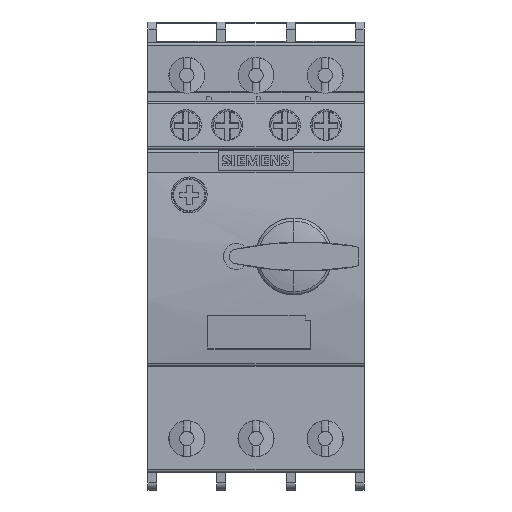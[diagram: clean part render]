
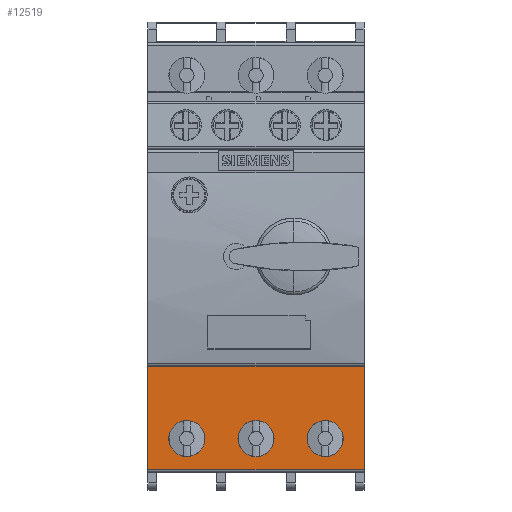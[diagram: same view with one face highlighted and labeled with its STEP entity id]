
A CAD part, front view. The second image highlights one B-rep face of the part: STEP entity #12519.
In plain terms, the highlighted planar face has unit normal (0, -1, 0).
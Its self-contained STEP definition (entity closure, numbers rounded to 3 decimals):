
#5319=EDGE_CURVE('',#5993,#7259,#14986,.T.);
#5993=VERTEX_POINT('',#15717);
#6211=VERTEX_POINT('',#15957);
#6855=EDGE_CURVE('',#6211,#8611,#16673,.T.);
#7061=EDGE_CURVE('',#11621,#10119,#16901,.T.);
#7151=EDGE_CURVE('',#10809,#8039,#17000,.T.);
#7259=VERTEX_POINT('',#17119);
#7409=EDGE_CURVE('',#10119,#11621,#17278,.T.);
#8039=VERTEX_POINT('',#17963);
#8611=VERTEX_POINT('',#18569);
#9683=EDGE_CURVE('',#11807,#14119,#19742,.T.);
#9901=EDGE_CURVE('',#7259,#14119,#19977,.T.);
#10119=VERTEX_POINT('',#20215);
#10341=EDGE_CURVE('',#8611,#6211,#20463,.T.);
#10809=VERTEX_POINT('',#20992);
#11425=EDGE_CURVE('',#8039,#10809,#21656,.T.);
#11621=VERTEX_POINT('',#21867);
#11807=VERTEX_POINT('',#22064);
#12141=EDGE_CURVE('',#5993,#11807,#22419,.T.);
#12519=ADVANCED_FACE('',(#22821,#22822,#22823,#22824),#22825,.T.);
#14119=VERTEX_POINT('',#24568);
#14986=LINE('',#25766,#25767);
#15717=CARTESIAN_POINT('',(22.5,-61.1,-22.25));
#15957=CARTESIAN_POINT('',(0.,-61.1,-41.05));
#16673=CIRCLE('',#28455,3.75);
#16901=CIRCLE('',#28770,3.75);
#17000=CIRCLE('',#28908,3.75);
#17119=CARTESIAN_POINT('',(-22.5,-61.1,-22.25));
#17278=CIRCLE('',#29352,3.75);
#17963=CARTESIAN_POINT('',(14.4,-61.1,-33.55));
#18569=CARTESIAN_POINT('',(0.,-61.1,-33.55));
#19742=LINE('',#33435,#33436);
#19977=LINE('',#33824,#33825);
#20215=CARTESIAN_POINT('',(-14.4,-61.1,-41.05));
#20463=CIRCLE('',#34549,3.75);
#20992=CARTESIAN_POINT('',(14.4,-61.1,-41.05));
#21656=CIRCLE('',#36453,3.75);
#21867=CARTESIAN_POINT('',(-14.4,-61.1,-33.55));
#22064=CARTESIAN_POINT('',(22.5,-61.1,-43.75));
#22419=LINE('',#37611,#37612);
#22821=FACE_BOUND('',#38335,.T.);
#22822=FACE_BOUND('',#38336,.T.);
#22823=FACE_BOUND('',#38337,.T.);
#22824=FACE_OUTER_BOUND('',#38338,.T.);
#22825=PLANE('',#38339);
#24568=CARTESIAN_POINT('',(-22.5,-61.1,-43.75));
#25766=CARTESIAN_POINT('',(22.5,-61.1,-22.25));
#25767=VECTOR('',#42459,1.0);
#28455=AXIS2_PLACEMENT_3D('',#44431,#44432,#44433);
#28770=AXIS2_PLACEMENT_3D('',#44709,#44710,#44711);
#28908=AXIS2_PLACEMENT_3D('',#44834,#44835,#44836);
#29352=AXIS2_PLACEMENT_3D('',#45140,#45141,#45142);
#33435=CARTESIAN_POINT('',(22.5,-61.1,-43.75));
#33436=VECTOR('',#47719,1.0);
#33824=CARTESIAN_POINT('',(-22.5,-61.1,-22.25));
#33825=VECTOR('',#47962,1.0);
#34549=AXIS2_PLACEMENT_3D('',#48606,#48607,#48608);
#36453=AXIS2_PLACEMENT_3D('',#50106,#50107,#50108);
#37611=CARTESIAN_POINT('',(22.5,-61.1,-22.25));
#37612=VECTOR('',#50840,1.0);
#38335=EDGE_LOOP('',(#51181,#51182));
#38336=EDGE_LOOP('',(#51183,#51184));
#38337=EDGE_LOOP('',(#51185,#51186));
#38338=EDGE_LOOP('',(#51187,#51188,#51189,#51190));
#38339=AXIS2_PLACEMENT_3D('',#51191,#51192,#51193);
#42459=DIRECTION('',(-1.0,0.0,0.0));
#44431=CARTESIAN_POINT('',(0.0,-61.1,-37.3));
#44432=DIRECTION('',(0.0,1.0,0.0));
#44433=DIRECTION('',(0.0,0.0,1.0));
#44709=CARTESIAN_POINT('',(-14.4,-61.1,-37.3));
#44710=DIRECTION('',(0.0,1.0,0.0));
#44711=DIRECTION('',(0.0,0.0,1.0));
#44834=CARTESIAN_POINT('',(14.4,-61.1,-37.3));
#44835=DIRECTION('',(0.0,1.0,0.0));
#44836=DIRECTION('',(0.0,0.0,1.0));
#45140=CARTESIAN_POINT('',(-14.4,-61.1,-37.3));
#45141=DIRECTION('',(0.0,1.0,0.0));
#45142=DIRECTION('',(0.0,0.0,1.0));
#47719=DIRECTION('',(-1.0,0.0,0.0));
#47962=DIRECTION('',(0.0,0.0,-1.0));
#48606=CARTESIAN_POINT('',(0.0,-61.1,-37.3));
#48607=DIRECTION('',(0.0,1.0,0.0));
#48608=DIRECTION('',(0.0,0.0,1.0));
#50106=CARTESIAN_POINT('',(14.4,-61.1,-37.3));
#50107=DIRECTION('',(0.0,1.0,0.0));
#50108=DIRECTION('',(0.0,0.0,1.0));
#50840=DIRECTION('',(0.0,0.0,-1.0));
#51181=ORIENTED_EDGE('',*,*,#7409,.T.);
#51182=ORIENTED_EDGE('',*,*,#7061,.T.);
#51183=ORIENTED_EDGE('',*,*,#6855,.T.);
#51184=ORIENTED_EDGE('',*,*,#10341,.T.);
#51185=ORIENTED_EDGE('',*,*,#7151,.T.);
#51186=ORIENTED_EDGE('',*,*,#11425,.T.);
#51187=ORIENTED_EDGE('',*,*,#9901,.T.);
#51188=ORIENTED_EDGE('',*,*,#9683,.F.);
#51189=ORIENTED_EDGE('',*,*,#12141,.F.);
#51190=ORIENTED_EDGE('',*,*,#5319,.T.);
#51191=CARTESIAN_POINT('',(22.5,-61.1,-22.25));
#51192=DIRECTION('',(0.0,-1.0,0.0));
#51193=DIRECTION('',(0.0,0.0,1.0));
